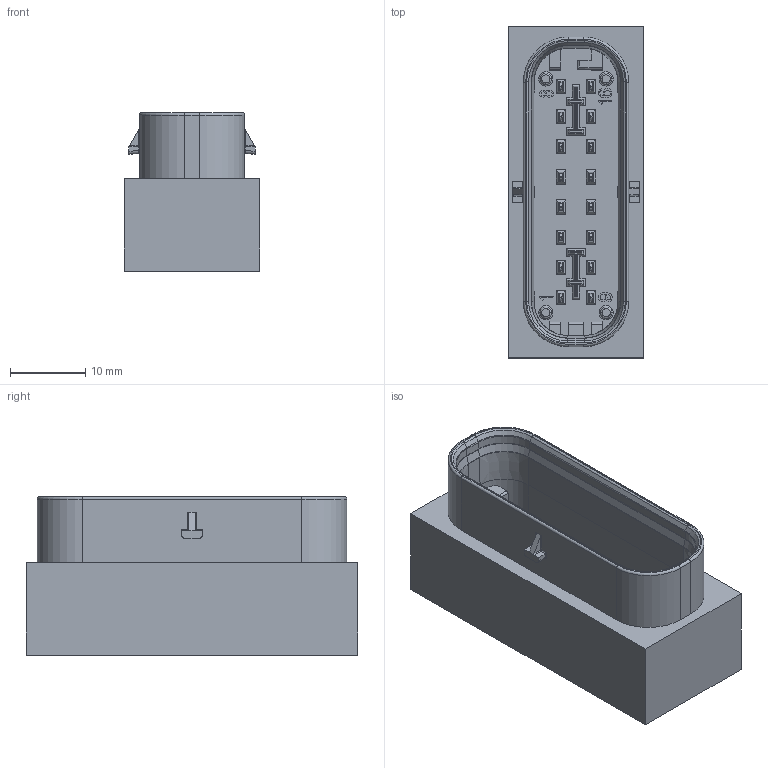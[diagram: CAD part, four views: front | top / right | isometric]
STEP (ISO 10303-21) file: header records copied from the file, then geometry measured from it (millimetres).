
FILE_DESCRIPTION(('CATIA V5 STEP Exchange','CAx-IF Rec.Pracs.--- Model Styling and Organization---1.2---2011-12-15'),'2;1');
FILE_NAME('120-S-016-2-A01.stp','2017-01-13T17:12:29+00:00',('none'),('none'),'CATIA Version 5-6 Release 2014 SP6 HF7','CATIA V5 STEP AP214','none');
FILE_SCHEMA(('AUTOMOTIVE_DESIGN { 1 0 10303 214 1 1 1 1 }'));
Length unit declared in the file: millimetre
Products named in the file (1): 120-S-016-2-A01
Bounding box: 18 x 44 x 21 mm (x, y, z)
Volume: 7367.4 mm3; surface area: 6547.3 mm2
Topology: 1 solids, 1 shells, 813 faces, 2095 edges, 1315 vertices
Faces by surface type: plane 561, cylinder 196, torus 36, cone 12, bspline 4, sphere 4
Entity records: 23771 total; most frequent: CARTESIAN_POINT 5399, ORIENTED_EDGE 4182, DIRECTION 3076, EDGE_CURVE 2091, VECTOR 1496, LINE 1496, VERTEX_POINT 1315, AXIS2_PLACEMENT_3D 912
